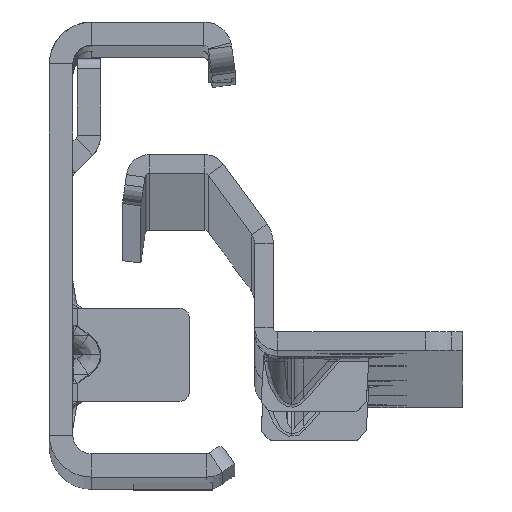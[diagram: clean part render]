
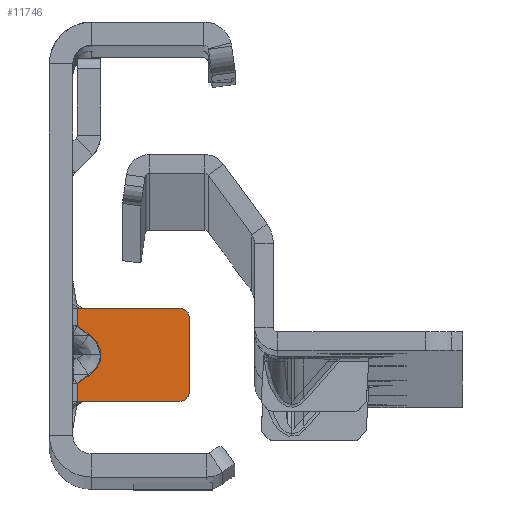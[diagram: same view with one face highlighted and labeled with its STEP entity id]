
A CAD part, top view. The second image highlights one B-rep face of the part: STEP entity #11746.
In plain terms, the highlighted planar face has unit normal (0, 0, 1).
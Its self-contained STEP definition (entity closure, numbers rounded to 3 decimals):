
#119 = DIRECTION ( 'NONE',  ( 0., -1., 0. ) ) ;
#450 = CARTESIAN_POINT ( 'NONE',  ( 2.624, -11.179, -741.5 ) ) ;
#455 = ORIENTED_EDGE ( 'NONE', *, *, #6271, .T. ) ;
#628 = VECTOR ( 'NONE', #5924, 1000. ) ;
#734 = PLANE ( 'NONE',  #15731 ) ;
#755 = ORIENTED_EDGE ( 'NONE', *, *, #11657, .F. ) ;
#878 = LINE ( 'NONE', #13613, #628 ) ;
#1363 = ORIENTED_EDGE ( 'NONE', *, *, #1503, .F. ) ;
#1503 = EDGE_CURVE ( 'NONE', #2930, #3677, #10735, .T. ) ;
#2277 = AXIS2_PLACEMENT_3D ( 'NONE', #2432, #3773, #119 ) ;
#2303 = VECTOR ( 'NONE', #5518, 1000. ) ;
#2432 = CARTESIAN_POINT ( 'NONE',  ( 11.5, -5.6, -741.5 ) ) ;
#2441 = DIRECTION ( 'NONE',  ( 1., 0., 0. ) ) ;
#2686 = VERTEX_POINT ( 'NONE', #7656 ) ;
#2817 = ORIENTED_EDGE ( 'NONE', *, *, #4303, .T. ) ;
#2930 = VERTEX_POINT ( 'NONE', #3475 ) ;
#3122 = CARTESIAN_POINT ( 'NONE',  ( 0.708, -4.6, -741.5 ) ) ;
#3475 = CARTESIAN_POINT ( 'NONE',  ( 0.5, -12.681, -741.5 ) ) ;
#3557 = VERTEX_POINT ( 'NONE', #7783 ) ;
#3677 = VERTEX_POINT ( 'NONE', #8271 ) ;
#3773 = DIRECTION ( 'NONE',  ( 0., 0., 1. ) ) ;
#3835 = VERTEX_POINT ( 'NONE', #14265 ) ;
#4226 = EDGE_CURVE ( 'NONE', #3835, #10042, #878, .T. ) ;
#4281 = LINE ( 'NONE', #15546, #2303 ) ;
#4303 = EDGE_CURVE ( 'NONE', #3557, #11372, #8943, .T. ) ;
#4352 = ORIENTED_EDGE ( 'NONE', *, *, #11402, .T. ) ;
#4387 = DIRECTION ( 'NONE',  ( 0., 0., -1. ) ) ;
#4548 = VECTOR ( 'NONE', #12605, 1000. ) ;
#5254 = VECTOR ( 'NONE', #10907, 1000. ) ;
#5475 = VERTEX_POINT ( 'NONE', #11267 ) ;
#5518 = DIRECTION ( 'NONE',  ( -0.816, 0.577, 0. ) ) ;
#5924 = DIRECTION ( 'NONE',  ( 0., 1., 0. ) ) ;
#6147 = CARTESIAN_POINT ( 'NONE',  ( 3.573, -10.508, -741.5 ) ) ;
#6271 = EDGE_CURVE ( 'NONE', #10042, #2686, #16116, .T. ) ;
#6692 = ORIENTED_EDGE ( 'NONE', *, *, #16232, .T. ) ;
#6762 = EDGE_LOOP ( 'NONE', ( #10270, #7841, #1363, #755, #2817, #9863, #4352, #9221, #455, #6692, #7488, #10356 ) ) ;
#6915 = VERTEX_POINT ( 'NONE', #12306 ) ;
#7001 = CARTESIAN_POINT ( 'NONE',  ( 0.5, 22.3, -741.5 ) ) ;
#7020 = DIRECTION ( 'NONE',  ( -1., 0., 0. ) ) ;
#7068 = EDGE_CURVE ( 'NONE', #13463, #6915, #4281, .T. ) ;
#7102 = LINE ( 'NONE', #7187, #14804 ) ;
#7187 = CARTESIAN_POINT ( 'NONE',  ( -1.826, -4.6, -741.5 ) ) ;
#7434 = CARTESIAN_POINT ( 'NONE',  ( 0.708, -14.6, -741.5 ) ) ;
#7488 = ORIENTED_EDGE ( 'NONE', *, *, #7688, .T. ) ;
#7517 = LINE ( 'NONE', #11595, #4548 ) ;
#7656 = CARTESIAN_POINT ( 'NONE',  ( 11.5, -4.6, -741.5 ) ) ;
#7688 = EDGE_CURVE ( 'NONE', #11240, #14395, #7102, .T. ) ;
#7693 = CARTESIAN_POINT ( 'NONE',  ( -1.826, -14.6, -741.5 ) ) ;
#7783 = CARTESIAN_POINT ( 'NONE',  ( 0.5, -14.6, -741.5 ) ) ;
#7841 = ORIENTED_EDGE ( 'NONE', *, *, #13420, .F. ) ;
#8271 = CARTESIAN_POINT ( 'NONE',  ( 1.757, -11.792, -741.5 ) ) ;
#8796 = VECTOR ( 'NONE', #13589, 1000. ) ;
#8831 = CIRCLE ( 'NONE', #10435, 1. ) ;
#8931 = EDGE_CURVE ( 'NONE', #11372, #5475, #13512, .T. ) ;
#8943 = LINE ( 'NONE', #7693, #15247 ) ;
#9221 = ORIENTED_EDGE ( 'NONE', *, *, #4226, .T. ) ;
#9579 = CARTESIAN_POINT ( 'NONE',  ( -1.826, -4.6, -741.5 ) ) ;
#9663 = LINE ( 'NONE', #9579, #15334 ) ;
#9832 = CARTESIAN_POINT ( 'NONE',  ( 1.757, -11.792, -741.5 ) ) ;
#9863 = ORIENTED_EDGE ( 'NONE', *, *, #8931, .T. ) ;
#9991 = CARTESIAN_POINT ( 'NONE',  ( 1.757, -7.408, -741.5 ) ) ;
#10042 = VERTEX_POINT ( 'NONE', #15155 ) ;
#10270 = ORIENTED_EDGE ( 'NONE', *, *, #7068, .F. ) ;
#10356 = ORIENTED_EDGE ( 'NONE', *, *, #12351, .F. ) ;
#10435 = AXIS2_PLACEMENT_3D ( 'NONE', #15102, #16357, #13778 ) ;
#10583 = DIRECTION ( 'NONE',  ( 0.816, 0.577, 0. ) ) ;
#10735 = LINE ( 'NONE', #450, #12548 ) ;
#10907 = DIRECTION ( 'NONE',  ( 1., 0., 0. ) ) ;
#10991 = CARTESIAN_POINT ( 'NONE',  ( -1.826, -14.6, -741.5 ) ) ;
#10995 = LINE ( 'NONE', #7001, #8796 ) ;
#11233 = CARTESIAN_POINT ( 'NONE',  ( 3.573, -8.692, -741.5 ) ) ;
#11240 = VERTEX_POINT ( 'NONE', #3122 ) ;
#11267 = CARTESIAN_POINT ( 'NONE',  ( 11.5, -14.6, -741.5 ) ) ;
#11372 = VERTEX_POINT ( 'NONE', #7434 ) ;
#11402 = EDGE_CURVE ( 'NONE', #5475, #3835, #8831, .T. ) ;
#11595 = CARTESIAN_POINT ( 'NONE',  ( 0.5, 22.3, -741.5 ) ) ;
#11657 = EDGE_CURVE ( 'NONE', #3557, #2930, #10995, .T. ) ;
#11746 = ADVANCED_FACE ( 'NONE', ( #13397 ), #734, .F. ) ;
#11890 = CARTESIAN_POINT ( 'NONE',  ( -7.326, 22.3, -741.5 ) ) ;
#12306 = CARTESIAN_POINT ( 'NONE',  ( 0.5, -6.519, -741.5 ) ) ;
#12351 = EDGE_CURVE ( 'NONE', #6915, #14395, #7517, .T. ) ;
#12548 = VECTOR ( 'NONE', #10583, 1000. ) ;
#12605 = DIRECTION ( 'NONE',  ( 0., 1., 0. ) ) ;
#12629 = CARTESIAN_POINT ( 'NONE',  ( 1.757, -7.408, -741.5 ) ) ;
#13231 = DIRECTION ( 'NONE',  ( 0., 1., 0. ) ) ;
#13397 = FACE_OUTER_BOUND ( 'NONE', #6762, .T. ) ;
#13420 = EDGE_CURVE ( 'NONE', #3677, #13463, #15896, .T. ) ;
#13463 = VERTEX_POINT ( 'NONE', #12629 ) ;
#13512 = LINE ( 'NONE', #10991, #5254 ) ;
#13589 = DIRECTION ( 'NONE',  ( 0., 1., 0. ) ) ;
#13613 = CARTESIAN_POINT ( 'NONE',  ( 12.5, -5.6, -741.5 ) ) ;
#13778 = DIRECTION ( 'NONE',  ( 0., 1., 0. ) ) ;
#14265 = CARTESIAN_POINT ( 'NONE',  ( 12.5, -13.6, -741.5 ) ) ;
#14395 = VERTEX_POINT ( 'NONE', #15116 ) ;
#14804 = VECTOR ( 'NONE', #7020, 1000. ) ;
#14911 = DIRECTION ( 'NONE',  ( -1., 0., 0. ) ) ;
#15102 = CARTESIAN_POINT ( 'NONE',  ( 11.5, -13.6, -741.5 ) ) ;
#15116 = CARTESIAN_POINT ( 'NONE',  ( 0.5, -4.6, -741.5 ) ) ;
#15155 = CARTESIAN_POINT ( 'NONE',  ( 12.5, -5.6, -741.5 ) ) ;
#15247 = VECTOR ( 'NONE', #2441, 1000. ) ;
#15334 = VECTOR ( 'NONE', #14911, 1000. ) ;
#15546 = CARTESIAN_POINT ( 'NONE',  ( 1.367, -7.131, -741.5 ) ) ;
#15731 = AXIS2_PLACEMENT_3D ( 'NONE', #11890, #4387, #13231 ) ;
#15896 =( BOUNDED_CURVE ( )  B_SPLINE_CURVE ( 3, ( #9832, #6147, #11233, #9991 ),
 .UNSPECIFIED., .F., .T. ) 
 B_SPLINE_CURVE_WITH_KNOTS ( ( 4, 4 ),
 ( 2.356, 3.927 ),
 .UNSPECIFIED. ) 
 CURVE ( )  GEOMETRIC_REPRESENTATION_ITEM ( )  RATIONAL_B_SPLINE_CURVE ( ( 1., 0.805, 0.805, 1. ) ) 
 REPRESENTATION_ITEM ( '' )  );
#16116 = CIRCLE ( 'NONE', #2277, 1. ) ;
#16232 = EDGE_CURVE ( 'NONE', #2686, #11240, #9663, .T. ) ;
#16357 = DIRECTION ( 'NONE',  ( 0., 0., 1. ) ) ;
